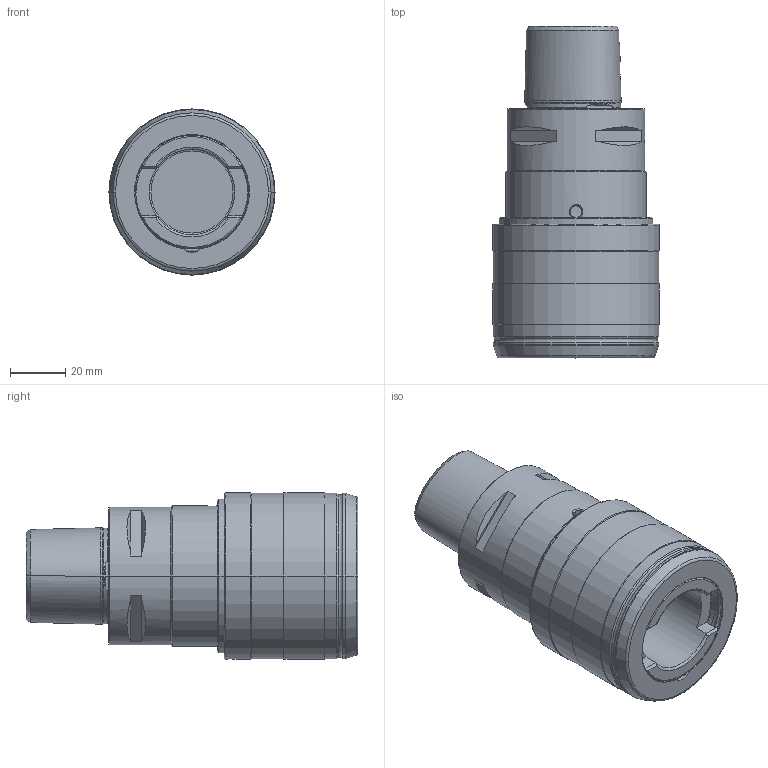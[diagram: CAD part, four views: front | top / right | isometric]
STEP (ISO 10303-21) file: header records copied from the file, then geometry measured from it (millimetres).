
FILE_DESCRIPTION((''),'2;1');
FILE_NAME('34600-C50','2020-08-25T17:15:41',('046'),(''),'CREO PARAMETRIC BY PTC INC, 2018500','CREO PARAMETRIC BY PTC INC, 2018500','');
FILE_SCHEMA(('CONFIG_CONTROL_DESIGN'));
Length unit declared in the file: millimetre
Products named in the file (1): 34600-C50
Bounding box: 60.3 x 120.5 x 60.3 mm (x, y, z)
Volume: 208971.6 mm3; surface area: 33281.3 mm2
Topology: 1 solids, 1 shells, 204 faces, 480 edges, 283 vertices
Faces by surface type: cylinder 56, plane 54, cone 54, torus 26, bspline 14
Entity records: 8946 total; most frequent: CARTESIAN_POINT 4334, DIRECTION 974, ORIENTED_EDGE 948, EDGE_CURVE 474, AXIS2_PLACEMENT_3D 401, VERTEX_POINT 283, EDGE_LOOP 219, CIRCLE 211
